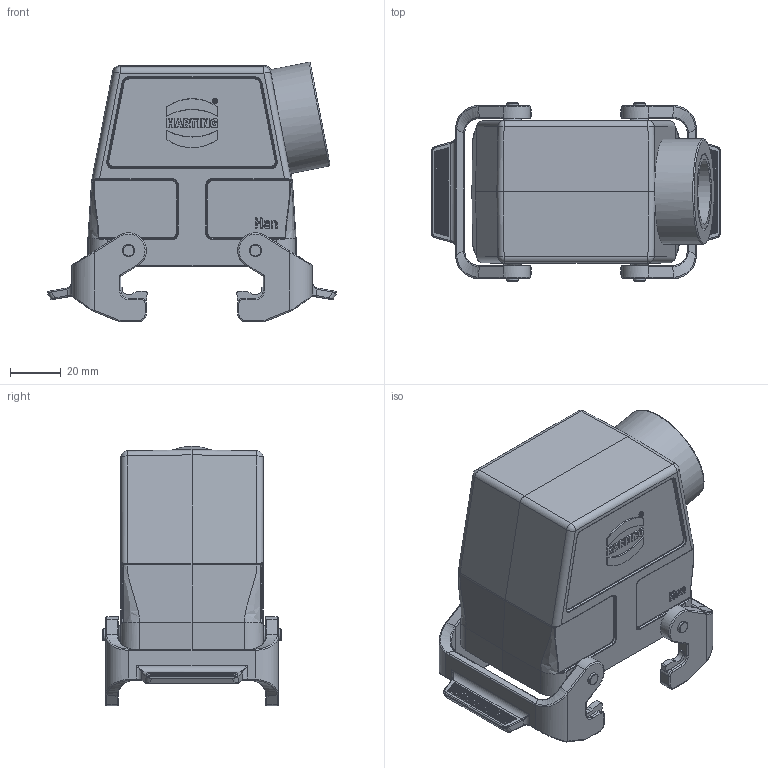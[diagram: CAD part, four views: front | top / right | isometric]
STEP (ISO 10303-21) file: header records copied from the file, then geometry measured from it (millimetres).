
FILE_DESCRIPTION((''),'2;1');
FILE_NAME('05200320563.stp','2020-07-07T16:04:19',('e.eickhoff'),(''),'Autodesk Inventor 2012','Autodesk Inventor 2012','');
FILE_SCHEMA(('AUTOMOTIVE_DESIGN { 1 0 10303 214 1 1 1 1 }'));
Length unit declared in the file: millimetre
Products named in the file (3): 05200320563; M25-PG21 Adapter
Assembly tree (2 placements, depth 2):
  05200320563
    05200320563
    M25-PG21 Adapter
Bounding box: 113.79 x 70.2 x 102.13 mm (x, y, z)
Volume: 112392.3 mm3; surface area: 69127 mm2
Topology: 4 solids, 4 shells, 963 faces, 2751 edges, 2235 vertices
Faces by surface type: plane 384, cylinder 293, bspline 218, torus 37, cone 27, sphere 4
Full cylindrical faces by diameter (mm): 3 x8, 23.6 x1, 25.5 x1, 28.3 x1, 29 x1, 41.6 x1
Entity records: 36768 total; most frequent: CARTESIAN_POINT 12615, DIRECTION 4607, ORIENTED_EDGE 4556, EDGE_CURVE 2278, AXIS2_PLACEMENT_3D 1626, VERTEX_POINT 1404, VECTOR 1355, LINE 1355
